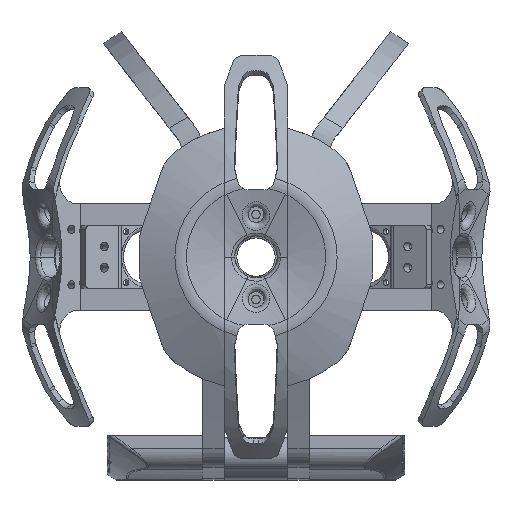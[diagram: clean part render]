
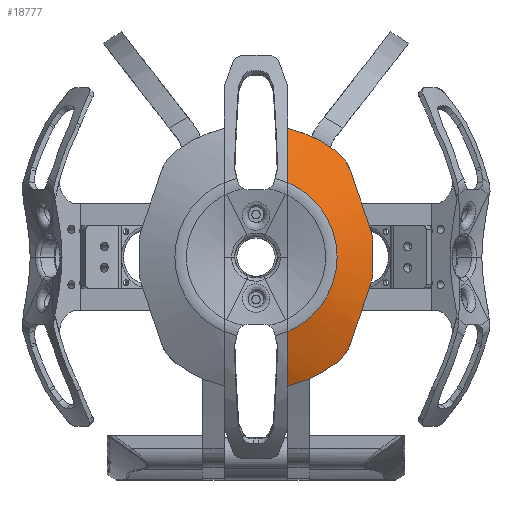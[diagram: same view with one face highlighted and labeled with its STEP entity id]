
A CAD part, front view. The second image highlights one B-rep face of the part: STEP entity #18777.
In plain terms, the highlighted spherical face has radius 124 mm.
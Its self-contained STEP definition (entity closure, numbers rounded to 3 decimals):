
#194=SPHERICAL_SURFACE('',#20817,124.);
#804=B_SPLINE_CURVE_WITH_KNOTS('',3,(#37619,#37620,#37621,#37622,#37623,
#37624,#37625),.UNSPECIFIED.,.F.,.F.,(4,3,4),(-0.321,0.,0.321),
 .UNSPECIFIED.);
#806=B_SPLINE_CURVE_WITH_KNOTS('',3,(#37647,#37648,#37649,#37650,#37651,
#37652,#37653),.UNSPECIFIED.,.F.,.F.,(4,3,4),(-0.321,0.,0.321),
 .UNSPECIFIED.);
#807=B_SPLINE_CURVE_WITH_KNOTS('',3,(#37657,#37658,#37659,#37660,#37661,
#37662,#37663,#37664,#37665,#37666,#37667),.UNSPECIFIED.,.F.,.F.,(4,2,3,
2,4),(-0.577,-0.374,0.,0.383,0.584),
 .UNSPECIFIED.);
#808=B_SPLINE_CURVE_WITH_KNOTS('',3,(#37669,#37670,#37671,#37672,#37673,
#37674,#37675,#37676),.UNSPECIFIED.,.F.,.F.,(4,2,2,4),(10.885,
11.771,12.949,13.283),.UNSPECIFIED.);
#809=B_SPLINE_CURVE_WITH_KNOTS('',3,(#37684,#37685,#37686,#37687,#37688,
#37689,#37690,#37691),.UNSPECIFIED.,.F.,.F.,(4,2,2,4),(24.386,
24.72,25.897,26.784),.UNSPECIFIED.);
#810=B_SPLINE_CURVE_WITH_KNOTS('',3,(#37692,#37693,#37694,#37695,#37696,
#37697,#37698,#37699,#37700,#37701,#37702),.UNSPECIFIED.,.F.,.F.,(4,2,3,
2,4),(-0.584,-0.383,0.,0.374,0.577),
 .UNSPECIFIED.);
#2629=FACE_OUTER_BOUND('',#3913,.T.);
#3913=EDGE_LOOP('',(#16634,#16635,#16636,#16637,#16638,#16639,#16640,#16641,
#16642,#16643,#16644,#16645));
#7327=CIRCLE('',#20815,111.041);
#7329=CIRCLE('',#20818,111.135);
#7330=CIRCLE('',#20819,111.041);
#7331=CIRCLE('',#20820,123.089);
#7332=CIRCLE('',#20821,38.162);
#7333=CIRCLE('',#20822,123.089);
#8988=VERTEX_POINT('',#37617);
#8989=VERTEX_POINT('',#37618);
#8992=VERTEX_POINT('',#37638);
#8994=VERTEX_POINT('',#37644);
#8995=VERTEX_POINT('',#37646);
#8996=VERTEX_POINT('',#37654);
#8997=VERTEX_POINT('',#37656);
#8998=VERTEX_POINT('',#37668);
#8999=VERTEX_POINT('',#37677);
#9000=VERTEX_POINT('',#37679);
#9001=VERTEX_POINT('',#37681);
#9002=VERTEX_POINT('',#37683);
#11579=EDGE_CURVE('',#8988,#8989,#804,.T.);
#11583=EDGE_CURVE('',#8989,#8992,#7327,.T.);
#11586=EDGE_CURVE('',#8988,#8994,#7329,.T.);
#11587=EDGE_CURVE('',#8995,#8994,#806,.T.);
#11588=EDGE_CURVE('',#8996,#8995,#7330,.T.);
#11589=EDGE_CURVE('',#8997,#8996,#807,.T.);
#11590=EDGE_CURVE('',#8998,#8997,#808,.T.);
#11591=EDGE_CURVE('',#8998,#8999,#7331,.T.);
#11592=EDGE_CURVE('',#8999,#9000,#7332,.T.);
#11593=EDGE_CURVE('',#9000,#9001,#7333,.T.);
#11594=EDGE_CURVE('',#9002,#9001,#809,.T.);
#11595=EDGE_CURVE('',#8992,#9002,#810,.T.);
#16634=ORIENTED_EDGE('',*,*,#11579,.F.);
#16635=ORIENTED_EDGE('',*,*,#11586,.T.);
#16636=ORIENTED_EDGE('',*,*,#11587,.F.);
#16637=ORIENTED_EDGE('',*,*,#11588,.F.);
#16638=ORIENTED_EDGE('',*,*,#11589,.F.);
#16639=ORIENTED_EDGE('',*,*,#11590,.F.);
#16640=ORIENTED_EDGE('',*,*,#11591,.T.);
#16641=ORIENTED_EDGE('',*,*,#11592,.T.);
#16642=ORIENTED_EDGE('',*,*,#11593,.T.);
#16643=ORIENTED_EDGE('',*,*,#11594,.F.);
#16644=ORIENTED_EDGE('',*,*,#11595,.F.);
#16645=ORIENTED_EDGE('',*,*,#11583,.F.);
#18777=ADVANCED_FACE('',(#2629),#194,.T.);
#20815=AXIS2_PLACEMENT_3D('',#37639,#25343,#25344);
#20817=AXIS2_PLACEMENT_3D('',#37643,#25348,#25349);
#20818=AXIS2_PLACEMENT_3D('',#37645,#25350,#25351);
#20819=AXIS2_PLACEMENT_3D('',#37655,#25352,#25353);
#20820=AXIS2_PLACEMENT_3D('',#37678,#25354,#25355);
#20821=AXIS2_PLACEMENT_3D('',#37680,#25356,#25357);
#20822=AXIS2_PLACEMENT_3D('',#37682,#25358,#25359);
#25343=DIRECTION('center_axis',(0.947,-0.322,0.));
#25344=DIRECTION('ref_axis',(0.,0.,1.));
#25348=DIRECTION('center_axis',(0.,0.,1.));
#25349=DIRECTION('ref_axis',(1.,0.,0.));
#25350=DIRECTION('center_axis',(-1.,0.,0.));
#25351=DIRECTION('ref_axis',(0.,0.,-1.));
#25352=DIRECTION('center_axis',(0.947,0.322,0.));
#25353=DIRECTION('ref_axis',(0.,0.,1.));
#25354=DIRECTION('center_axis',(1.,0.,0.));
#25355=DIRECTION('ref_axis',(0.,0.,1.));
#25356=DIRECTION('center_axis',(0.,0.,
-1.));
#25357=DIRECTION('ref_axis',(1.,0.,0.));
#25358=DIRECTION('center_axis',(1.,0.,0.));
#25359=DIRECTION('ref_axis',(0.,0.,1.));
#37617=CARTESIAN_POINT('',(70.,-21.378,6.952));
#37618=CARTESIAN_POINT('',(68.935,-27.817,6.918));
#37619=CARTESIAN_POINT('Ctrl Pts',(70.,-21.378,6.952));
#37620=CARTESIAN_POINT('Ctrl Pts',(70.,-22.489,6.888));
#37621=CARTESIAN_POINT('Ctrl Pts',(69.906,-23.587,6.854));
#37622=CARTESIAN_POINT('Ctrl Pts',(69.732,-24.641,6.849));
#37623=CARTESIAN_POINT('Ctrl Pts',(69.558,-25.696,6.843));
#37624=CARTESIAN_POINT('Ctrl Pts',(69.293,-26.765,6.865));
#37625=CARTESIAN_POINT('Ctrl Pts',(68.935,-27.817,6.918));
#37638=CARTESIAN_POINT('',(59.578,-55.332,4.453));
#37639=CARTESIAN_POINT('Origin',(67.251,-32.77,-104.));
#37643=CARTESIAN_POINT('Origin',(15.,-15.,-104.));
#37644=CARTESIAN_POINT('',(70.,-8.622,6.952));
#37645=CARTESIAN_POINT('Origin',(70.,-15.,-104.));
#37646=CARTESIAN_POINT('',(68.935,-2.182,6.918));
#37647=CARTESIAN_POINT('Ctrl Pts',(68.935,-2.182,6.918));
#37648=CARTESIAN_POINT('Ctrl Pts',(69.293,-3.235,6.865));
#37649=CARTESIAN_POINT('Ctrl Pts',(69.558,-4.304,6.843));
#37650=CARTESIAN_POINT('Ctrl Pts',(69.732,-5.358,6.849));
#37651=CARTESIAN_POINT('Ctrl Pts',(69.906,-6.413,6.854));
#37652=CARTESIAN_POINT('Ctrl Pts',(70.,-7.511,6.888));
#37653=CARTESIAN_POINT('Ctrl Pts',(70.,-8.622,6.952));
#37654=CARTESIAN_POINT('',(59.578,25.332,4.453));
#37655=CARTESIAN_POINT('Origin',(67.251,2.77,-104.));
#37656=CARTESIAN_POINT('',(52.71,34.842,3.097));
#37657=CARTESIAN_POINT('Ctrl Pts',(52.71,34.842,3.097));
#37658=CARTESIAN_POINT('Ctrl Pts',(53.28,34.411,3.097));
#37659=CARTESIAN_POINT('Ctrl Pts',(53.825,33.95,3.112));
#37660=CARTESIAN_POINT('Ctrl Pts',(55.288,32.575,3.197));
#37661=CARTESIAN_POINT('Ctrl Pts',(56.133,31.604,3.302));
#37662=CARTESIAN_POINT('Ctrl Pts',(56.857,30.602,3.445));
#37663=CARTESIAN_POINT('Ctrl Pts',(57.599,29.574,3.592));
#37664=CARTESIAN_POINT('Ctrl Pts',(58.263,28.446,3.79));
#37665=CARTESIAN_POINT('Ctrl Pts',(59.099,26.628,4.161));
#37666=CARTESIAN_POINT('Ctrl Pts',(59.355,25.986,4.302));
#37667=CARTESIAN_POINT('Ctrl Pts',(59.578,25.332,4.453));
#37668=CARTESIAN_POINT('',(30.,45.673,3.097));
#37669=CARTESIAN_POINT('Ctrl Pts',(30.,45.673,3.097));
#37670=CARTESIAN_POINT('Ctrl Pts',(33.025,44.925,3.097));
#37671=CARTESIAN_POINT('Ctrl Pts',(36.018,43.944,3.097));
#37672=CARTESIAN_POINT('Ctrl Pts',(42.767,41.148,3.097));
#37673=CARTESIAN_POINT('Ctrl Pts',(46.459,39.162,3.097));
#37674=CARTESIAN_POINT('Ctrl Pts',(50.841,36.216,3.097));
#37675=CARTESIAN_POINT('Ctrl Pts',(51.788,35.54,3.097));
#37676=CARTESIAN_POINT('Ctrl Pts',(52.71,34.842,3.097));
#37677=CARTESIAN_POINT('',(30.,20.09,13.982));
#37678=CARTESIAN_POINT('Origin',(30.,-15.,-104.));
#37679=CARTESIAN_POINT('',(30.,-50.09,13.982));
#37680=CARTESIAN_POINT('Origin',(15.,-15.,13.982));
#37681=CARTESIAN_POINT('',(30.,-75.673,3.097));
#37682=CARTESIAN_POINT('Origin',(30.,-15.,-104.));
#37683=CARTESIAN_POINT('',(52.71,-64.842,3.097));
#37684=CARTESIAN_POINT('Ctrl Pts',(52.71,-64.842,3.097));
#37685=CARTESIAN_POINT('Ctrl Pts',(51.788,-65.54,3.097));
#37686=CARTESIAN_POINT('Ctrl Pts',(50.841,-66.216,3.097));
#37687=CARTESIAN_POINT('Ctrl Pts',(46.459,-69.162,3.097));
#37688=CARTESIAN_POINT('Ctrl Pts',(42.767,-71.148,3.097));
#37689=CARTESIAN_POINT('Ctrl Pts',(36.018,-73.943,3.097));
#37690=CARTESIAN_POINT('Ctrl Pts',(33.025,-74.925,3.097));
#37691=CARTESIAN_POINT('Ctrl Pts',(30.,-75.673,3.097));
#37692=CARTESIAN_POINT('Ctrl Pts',(59.578,-55.332,4.453));
#37693=CARTESIAN_POINT('Ctrl Pts',(59.355,-55.986,4.302));
#37694=CARTESIAN_POINT('Ctrl Pts',(59.099,-56.628,4.161));
#37695=CARTESIAN_POINT('Ctrl Pts',(58.263,-58.446,3.79));
#37696=CARTESIAN_POINT('Ctrl Pts',(57.599,-59.574,3.592));
#37697=CARTESIAN_POINT('Ctrl Pts',(56.857,-60.602,3.445));
#37698=CARTESIAN_POINT('Ctrl Pts',(56.133,-61.604,3.302));
#37699=CARTESIAN_POINT('Ctrl Pts',(55.288,-62.575,3.197));
#37700=CARTESIAN_POINT('Ctrl Pts',(53.825,-63.95,3.112));
#37701=CARTESIAN_POINT('Ctrl Pts',(53.28,-64.411,3.097));
#37702=CARTESIAN_POINT('Ctrl Pts',(52.71,-64.842,3.097));
